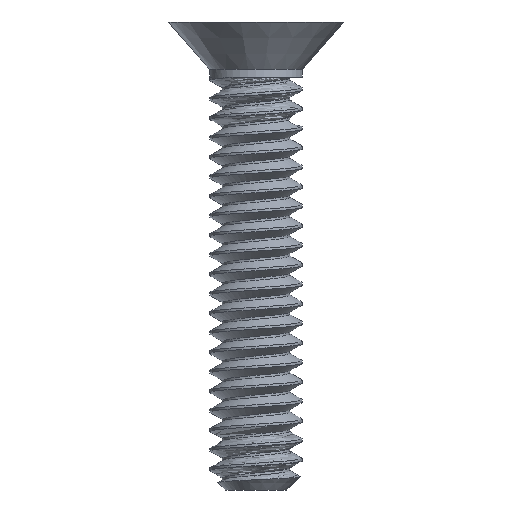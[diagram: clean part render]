
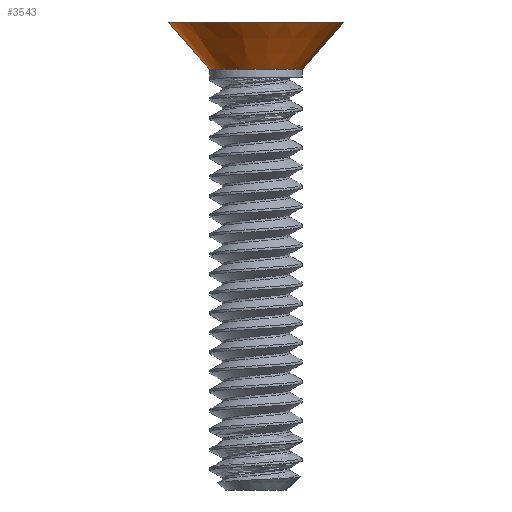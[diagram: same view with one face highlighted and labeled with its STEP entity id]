
A CAD part, left-side view. The second image highlights one B-rep face of the part: STEP entity #3543.
In plain terms, the highlighted conical face has half-angle 41 degrees and reference radius 1.257 mm.
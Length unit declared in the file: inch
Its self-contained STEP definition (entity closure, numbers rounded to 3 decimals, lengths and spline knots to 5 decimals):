
#281 = VERTEX_POINT ( 'NONE', #3180 ) ;
#287 = CONICAL_SURFACE ( 'NONE', #2969, 0.0495, 0.716 ) ;
#526 = CARTESIAN_POINT ( 'NONE',  ( 0., 0.0935, 0.059 ) ) ;
#578 = ORIENTED_EDGE ( 'NONE', *, *, #2069, .F. ) ;
#677 = VERTEX_POINT ( 'NONE', #4474 ) ;
#837 = AXIS2_PLACEMENT_3D ( 'NONE', #2056, #4852, #3291 ) ;
#1396 = EDGE_CURVE ( 'NONE', #677, #4417, #2839, .T. ) ;
#1490 = CARTESIAN_POINT ( 'NONE',  ( 0., 0., 0.00838 ) ) ;
#1856 = CARTESIAN_POINT ( 'NONE',  ( 0., -0.0495, 0.00838 ) ) ;
#2056 = CARTESIAN_POINT ( 'NONE',  ( 0., 0., 0.059 ) ) ;
#2069 = EDGE_CURVE ( 'NONE', #4845, #677, #4870, .T. ) ;
#2308 = ORIENTED_EDGE ( 'NONE', *, *, #3562, .T. ) ;
#2399 = CIRCLE ( 'NONE', #837, 0.0935 ) ;
#2502 = DIRECTION ( 'NONE',  ( 0., 0.656, 0.755 ) ) ;
#2709 = DIRECTION ( 'NONE',  ( 0., -0.656, 0.755 ) ) ;
#2812 = CARTESIAN_POINT ( 'NONE',  ( 0., 0., 0.00838 ) ) ;
#2830 = DIRECTION ( 'NONE',  ( 0., 1., 0. ) ) ;
#2839 = LINE ( 'NONE', #3683, #5242 ) ;
#2969 = AXIS2_PLACEMENT_3D ( 'NONE', #1490, #4300, #4759 ) ;
#3180 = CARTESIAN_POINT ( 'NONE',  ( 0., -0.0935, 0.059 ) ) ;
#3275 = VECTOR ( 'NONE', #2709, 39.37008 ) ;
#3291 = DIRECTION ( 'NONE',  ( 0., -1., 0. ) ) ;
#3488 = AXIS2_PLACEMENT_3D ( 'NONE', #2812, #4507, #2830 ) ;
#3543 = ADVANCED_FACE ( 'NONE', ( #3606 ), #287, .T. ) ;
#3562 = EDGE_CURVE ( 'NONE', #4845, #281, #3671, .T. ) ;
#3606 = FACE_OUTER_BOUND ( 'NONE', #5201, .T. ) ;
#3671 = LINE ( 'NONE', #1856, #3275 ) ;
#3683 = CARTESIAN_POINT ( 'NONE',  ( 0., 0.0495, 0.00838 ) ) ;
#4030 = CARTESIAN_POINT ( 'NONE',  ( 0., -0.0495, 0.00838 ) ) ;
#4144 = ORIENTED_EDGE ( 'NONE', *, *, #1396, .F. ) ;
#4300 = DIRECTION ( 'NONE',  ( 0., 0., 1. ) ) ;
#4331 = EDGE_CURVE ( 'NONE', #4417, #281, #2399, .T. ) ;
#4417 = VERTEX_POINT ( 'NONE', #526 ) ;
#4474 = CARTESIAN_POINT ( 'NONE',  ( 0., 0.0495, 0.00838 ) ) ;
#4507 = DIRECTION ( 'NONE',  ( 0., 0., -1. ) ) ;
#4626 = ORIENTED_EDGE ( 'NONE', *, *, #4331, .F. ) ;
#4759 = DIRECTION ( 'NONE',  ( 0., -1., 0. ) ) ;
#4845 = VERTEX_POINT ( 'NONE', #4030 ) ;
#4852 = DIRECTION ( 'NONE',  ( 0., 0., 1. ) ) ;
#4870 = CIRCLE ( 'NONE', #3488, 0.0495 ) ;
#5201 = EDGE_LOOP ( 'NONE', ( #4144, #578, #2308, #4626 ) ) ;
#5242 = VECTOR ( 'NONE', #2502, 39.37008 ) ;
